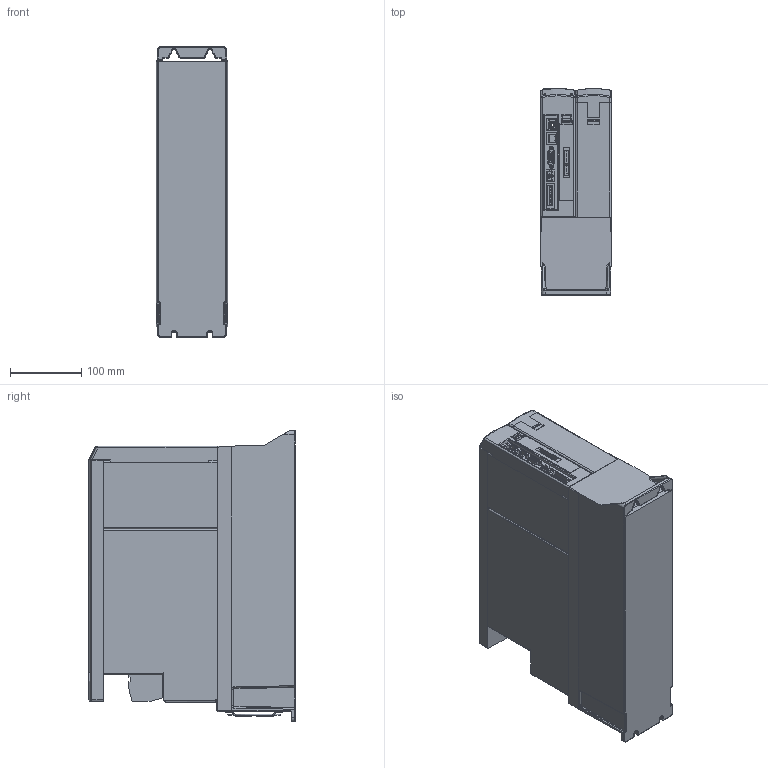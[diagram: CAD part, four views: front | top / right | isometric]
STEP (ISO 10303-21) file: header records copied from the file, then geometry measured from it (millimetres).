
FILE_DESCRIPTION (( 'STEP AP214' ), '1' );
FILE_NAME ('C0H6000-A016 COMBIVERT MIT KÜHLKÖRPER.STEP', '2014-06-18T13:41:53', ( '' ), ( '' ), 'SwSTEP 2.0', 'SolidWorks 2013', '' );
FILE_SCHEMA (( 'AUTOMOTIVE_DESIGN' ));
Length unit declared in the file: millimetre
Products named in the file (1): C0H6000-A016 COMBIVERT MIT K軫LK烼PER
Bounding box: 99.72 x 289.1 x 407.11 mm (x, y, z)
Surface area: 573235 mm2 (no closed solid volume)
Topology: 0 solids, 82 shells, 816 faces, 2894 edges, 2064 vertices
Faces by surface type: plane 403, cylinder 234, bspline 74, torus 74, cone 17, sphere 14
Full cylindrical faces by diameter (mm): 1 x6, 2.5 x2, 4.2 x2, 7 x3, 55 x1
Entity records: 41890 total; most frequent: CARTESIAN_POINT 9768, DIRECTION 4628, ORIENTED_EDGE 4329, EDGE_CURVE 2838, VERTEX_POINT 2046, LINE 1710, VECTOR 1710, AXIS2_PLACEMENT_3D 1459
